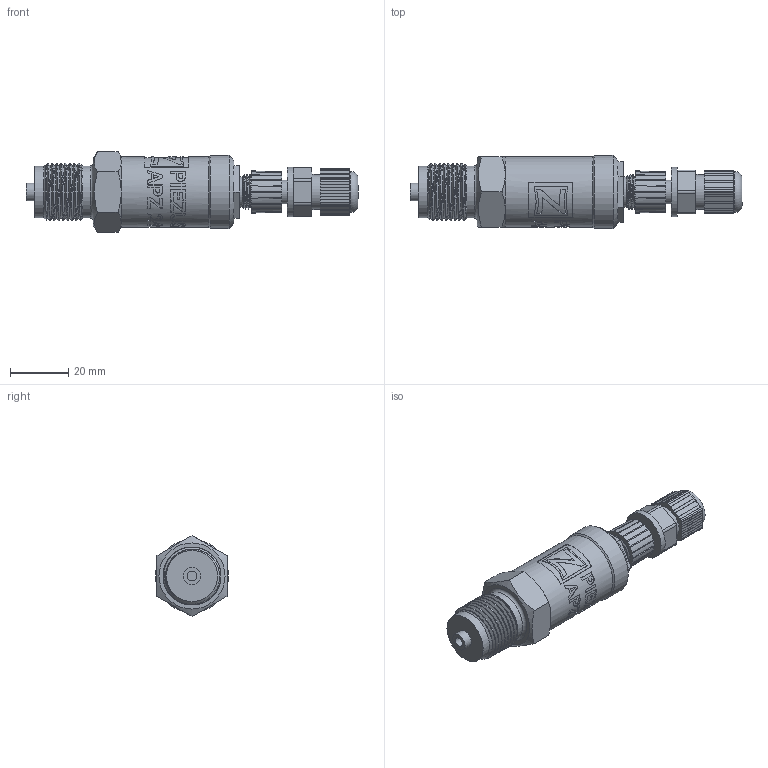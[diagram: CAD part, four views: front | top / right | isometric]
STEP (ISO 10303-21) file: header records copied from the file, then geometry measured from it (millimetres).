
FILE_DESCRIPTION(/* description */ (''),/* implementation_level */ '2;1');
FILE_NAME(/* name */ 'APZ2412_M20x1,5EN_M12x1-straight.step',/* time_stamp */ '2021-07-19T10:30:33+03:00',/* author */ (''),/* organization */ (''),/* preprocessor_version */ 'ST-DEVELOPER v18.1',/* originating_system */ 'Autodesk Translation Framework v10.9.0.1377',/* authorisation */ '');
FILE_SCHEMA (('AUTOMOTIVE_DESIGN { 1 0 10303 214 3 1 1 }'));
Length unit declared in the file: millimetre
Products named in the file (7): АПЗ 2422 (2412,2410) - filled; M20x1,5 EN; Стакан; Адаптер М12х1; M12x1 assembly v4; M12x1 female straight v9; M12x1 male v16
Assembly tree (6 placements, depth 3):
  АПЗ 2422 (2412,2410) - filled
    M20x1,5 EN
    Стакан
    Адаптер М12х1
    M12x1 assembly v4
      M12x1 female straight v9
      M12x1 male v16
Bounding box: 113.67 x 25 x 27.71 mm (x, y, z)
Volume: 35065.7 mm3; surface area: 15080 mm2
Topology: 15 solids, 15 shells, 758 faces, 2045 edges, 1352 vertices
Faces by surface type: bspline 322, plane 252, cylinder 138, cone 40, torus 6
Full cylindrical faces by diameter (mm): 1 x12, 1.5 x4, 3.3 x1, 6 x1, 7.3 x1, 8 x3, 8.2 x1, 10.293 x1, 10.6 x2, 10.741 x6, 11.884 x5, 12 x1, 14 x2, 14.137 x4, 14.526 x7, 15.85 x3, 16.203 x8, 17 x1, 17.5 x1, 17.8 x1, 18.137 x8, 19.85 x7, 22.15 x2, 22.65 x2, 24 x1, 25 x1
Entity records: 38352 total; most frequent: CARTESIAN_POINT 21406, ORIENTED_EDGE 4090, DIRECTION 2393, EDGE_CURVE 2045, VERTEX_POINT 1352, LINE 943, VECTOR 943, B_SPLINE_CURVE_WITH_KNOTS 808
